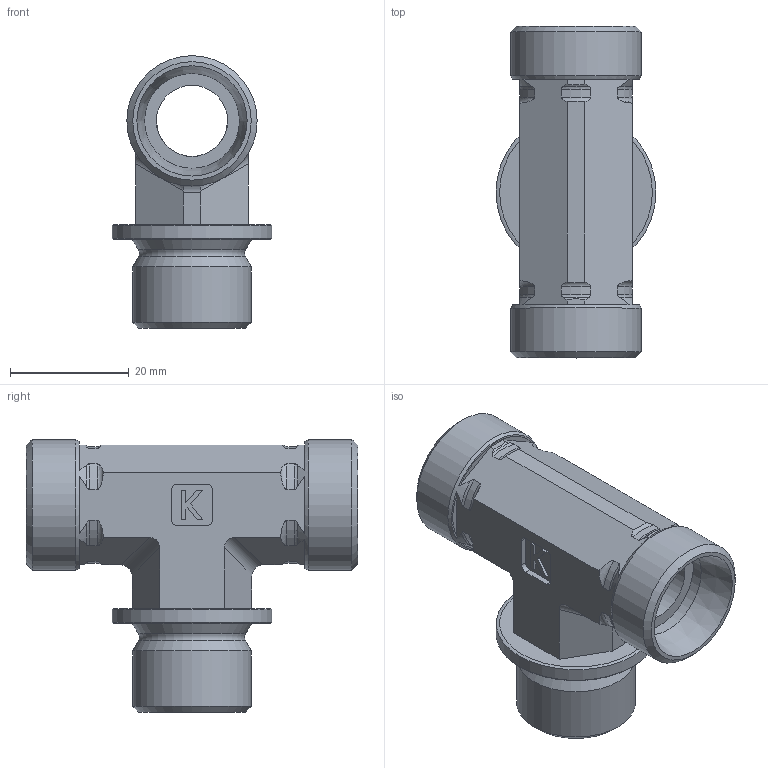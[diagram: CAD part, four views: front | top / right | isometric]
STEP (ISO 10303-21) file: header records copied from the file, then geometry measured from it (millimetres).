
FILE_DESCRIPTION((''),'2;1');
FILE_NAME('261162022.stp','2014-10-31T14:30:07',(''),('KNOMI spol. s r. o.'),'Autodesk Inventor 2012','Autodesk Inventor 2012','');
FILE_SCHEMA(('AUTOMOTIVE_DESIGN { 1 2 10303 214 0 1 1 1 }'));
Length unit declared in the file: millimetre
Products named in the file (1): THM2 16LM M20/M22
Bounding box: 27 x 56 x 46 mm (x, y, z)
Volume: 15652.8 mm3; surface area: 9683.4 mm2
Topology: 1 solids, 1 shells, 141 faces, 398 edges, 264 vertices
Faces by surface type: plane 62, torus 34, cylinder 30, cone 15
Full cylindrical faces by diameter (mm): 12 x2, 16 x2, 20 x1, 22 x2, 27 x1
Entity records: 4676 total; most frequent: CARTESIAN_POINT 1266, ORIENTED_EDGE 728, DIRECTION 664, EDGE_CURVE 364, AXIS2_PLACEMENT_3D 254, VERTEX_POINT 252, EDGE_LOOP 172, VECTOR 156
